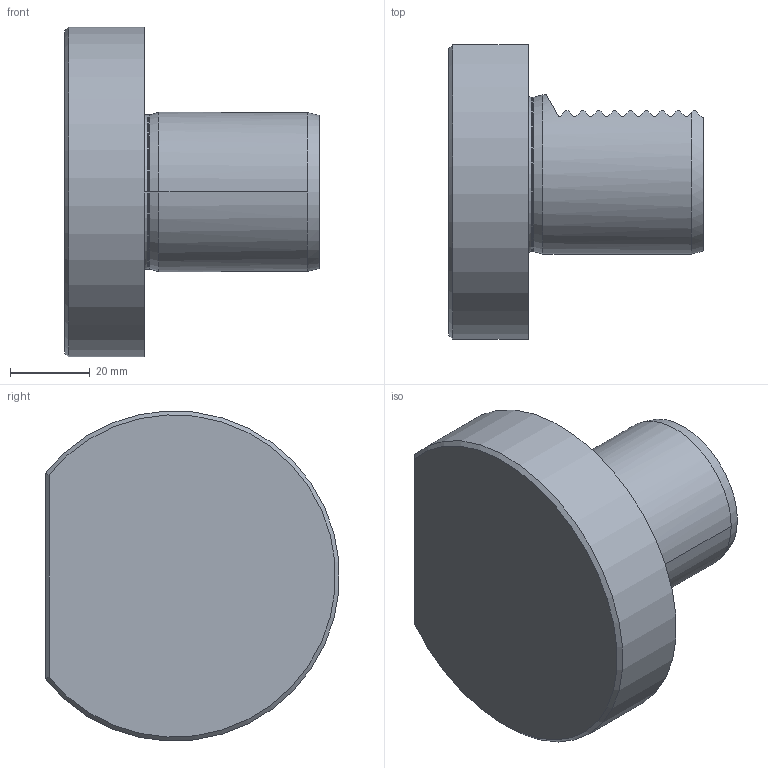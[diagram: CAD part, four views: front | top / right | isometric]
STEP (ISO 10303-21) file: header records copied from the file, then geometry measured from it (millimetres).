
FILE_DESCRIPTION((''),'2;1');
FILE_NAME('213500150','2014-11-04T',('czauner'),(''),'PRO/ENGINEER BY PARAMETRIC TECHNOLOGY CORPORATION, 2011040','PRO/ENGINEER BY PARAMETRIC TECHNOLOGY CORPORATION, 2011040','');
FILE_SCHEMA(('AUTOMOTIVE_DESIGN { 1 2 10303 214 0 1 1 1 }'));
Length unit declared in the file: millimetre
Products named in the file (1): 213500150
Bounding box: 64 x 73.85 x 82.91 mm (x, y, z)
Volume: 151562.1 mm3; surface area: 21326.7 mm2
Topology: 1 solids, 1 shells, 67 faces, 173 edges, 109 vertices
Faces by surface type: plane 35, cylinder 16, cone 10, torus 6
Entity records: 2510 total; most frequent: CARTESIAN_POINT 795, ORIENTED_EDGE 342, DIRECTION 275, EDGE_CURVE 171, VERTEX_POINT 109, AXIS2_PLACEMENT_3D 101, VECTOR 73, LINE 73
